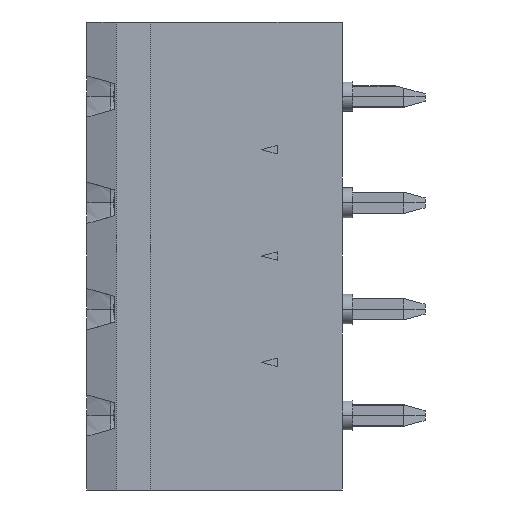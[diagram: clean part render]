
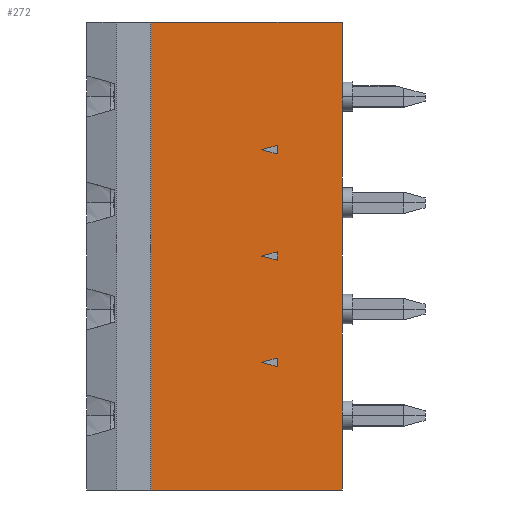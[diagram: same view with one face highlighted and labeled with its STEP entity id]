
A CAD part, left-side view. The second image highlights one B-rep face of the part: STEP entity #272.
In plain terms, the highlighted planar face has unit normal (-1, 0, 0).
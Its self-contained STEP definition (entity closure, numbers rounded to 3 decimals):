
#272=ADVANCED_FACE('',(#937,#938,#939,#940),#941,.T.);
#937=FACE_OUTER_BOUND('',#1875,.T.);
#938=FACE_BOUND('',#1876,.T.);
#939=FACE_BOUND('',#1877,.T.);
#940=FACE_BOUND('',#1878,.T.);
#941=PLANE('',#1879);
#1875=EDGE_LOOP('',(#3836,#3837,#3838,#3839));
#1876=EDGE_LOOP('',(#3840,#3841,#3842));
#1877=EDGE_LOOP('',(#3843,#3844,#3845));
#1878=EDGE_LOOP('',(#3846,#3847,#3848));
#1879=AXIS2_PLACEMENT_3D('',#3849,#3850,#3851);
#3836=ORIENTED_EDGE('',*,*,#6210,.F.);
#3837=ORIENTED_EDGE('',*,*,#6348,.F.);
#3838=ORIENTED_EDGE('',*,*,#6072,.F.);
#3839=ORIENTED_EDGE('',*,*,#6349,.F.);
#3840=ORIENTED_EDGE('',*,*,#6350,.F.);
#3841=ORIENTED_EDGE('',*,*,#6351,.F.);
#3842=ORIENTED_EDGE('',*,*,#6352,.F.);
#3843=ORIENTED_EDGE('',*,*,#6203,.F.);
#3844=ORIENTED_EDGE('',*,*,#6201,.F.);
#3845=ORIENTED_EDGE('',*,*,#6198,.F.);
#3846=ORIENTED_EDGE('',*,*,#6353,.F.);
#3847=ORIENTED_EDGE('',*,*,#6354,.F.);
#3848=ORIENTED_EDGE('',*,*,#6355,.F.);
#3849=CARTESIAN_POINT('',(-7.67,9.0,-8.5));
#3850=DIRECTION('',(-1.0,0.,0.0));
#3851=DIRECTION('',(0.,1.0,0.0));
#6072=EDGE_CURVE('',#7246,#7248,#7249,.T.);
#6198=EDGE_CURVE('',#7463,#7459,#7465,.T.);
#6201=EDGE_CURVE('',#7459,#7466,#7470,.T.);
#6203=EDGE_CURVE('',#7466,#7463,#7472,.T.);
#6210=EDGE_CURVE('',#7482,#7484,#7485,.T.);
#6348=EDGE_CURVE('',#7248,#7482,#7696,.T.);
#6349=EDGE_CURVE('',#7484,#7246,#7697,.T.);
#6350=EDGE_CURVE('',#7698,#7699,#7700,.T.);
#6351=EDGE_CURVE('',#7701,#7698,#7702,.T.);
#6352=EDGE_CURVE('',#7699,#7701,#7703,.T.);
#6353=EDGE_CURVE('',#7704,#7705,#7706,.T.);
#6354=EDGE_CURVE('',#7707,#7704,#7708,.T.);
#6355=EDGE_CURVE('',#7705,#7707,#7709,.T.);
#7246=VERTEX_POINT('',#9072);
#7248=VERTEX_POINT('',#9075);
#7249=LINE('',#9076,#9077);
#7459=VERTEX_POINT('',#9400);
#7463=VERTEX_POINT('',#9406);
#7465=LINE('',#9409,#9410);
#7466=VERTEX_POINT('',#9411);
#7470=LINE('',#9417,#9418);
#7472=LINE('',#9421,#9422);
#7482=VERTEX_POINT('',#9437);
#7484=VERTEX_POINT('',#9440);
#7485=LINE('',#9441,#9442);
#7696=LINE('',#9770,#9771);
#7697=LINE('',#9772,#9773);
#7698=VERTEX_POINT('',#9774);
#7699=VERTEX_POINT('',#9775);
#7700=LINE('',#9776,#9777);
#7701=VERTEX_POINT('',#9778);
#7702=LINE('',#9779,#9780);
#7703=LINE('',#9781,#9782);
#7704=VERTEX_POINT('',#9783);
#7705=VERTEX_POINT('',#9784);
#7706=LINE('',#9785,#9786);
#7707=VERTEX_POINT('',#9787);
#7708=LINE('',#9788,#9789);
#7709=LINE('',#9790,#9791);
#9072=CARTESIAN_POINT('',(-7.67,9.0,-22.0));
#9075=CARTESIAN_POINT('',(-7.67,9.0,0.0));
#9076=CARTESIAN_POINT('',(-7.67,9.0,-13.5));
#9077=VECTOR('',#11320,1.0);
#9400=CARTESIAN_POINT('',(-7.67,3.8,-6.));
#9406=CARTESIAN_POINT('',(-7.67,3.05,-5.799));
#9409=CARTESIAN_POINT('',(-7.67,-36.627,4.832));
#9410=VECTOR('',#11506,1.0);
#9411=CARTESIAN_POINT('',(-7.67,3.05,-6.201));
#9417=CARTESIAN_POINT('',(-7.67,-36.627,-16.832));
#9418=VECTOR('',#11509,1.0);
#9421=CARTESIAN_POINT('',(-7.67,3.05,-3.5));
#9422=VECTOR('',#11511,1.0);
#9437=CARTESIAN_POINT('',(-7.67,0.0,0.0));
#9440=CARTESIAN_POINT('',(-7.67,0.0,-22.0));
#9441=CARTESIAN_POINT('',(-7.67,0.0,-3.5));
#9442=VECTOR('',#11518,1.0);
#9770=CARTESIAN_POINT('',(-7.67,-36.627,0.0));
#9771=VECTOR('',#11717,1.0);
#9772=CARTESIAN_POINT('',(-7.67,-36.627,-22.0));
#9773=VECTOR('',#11718,1.0);
#9774=CARTESIAN_POINT('',(-7.67,3.05,-11.201));
#9775=CARTESIAN_POINT('',(-7.67,3.05,-10.799));
#9776=CARTESIAN_POINT('',(-7.67,3.05,-8.5));
#9777=VECTOR('',#11719,1.0);
#9778=CARTESIAN_POINT('',(-7.67,3.8,-11.));
#9779=CARTESIAN_POINT('',(-7.67,-36.627,-21.832));
#9780=VECTOR('',#11720,1.0);
#9781=CARTESIAN_POINT('',(-7.67,-36.627,-0.168));
#9782=VECTOR('',#11721,1.0);
#9783=CARTESIAN_POINT('',(-7.67,3.05,-16.201));
#9784=CARTESIAN_POINT('',(-7.67,3.05,-15.799));
#9785=CARTESIAN_POINT('',(-7.67,3.05,-13.5));
#9786=VECTOR('',#11722,1.0);
#9787=CARTESIAN_POINT('',(-7.67,3.8,-16.));
#9788=CARTESIAN_POINT('',(-7.67,-36.627,-26.832));
#9789=VECTOR('',#11723,1.0);
#9790=CARTESIAN_POINT('',(-7.67,-36.627,-5.168));
#9791=VECTOR('',#11724,1.0);
#11320=DIRECTION('',(0.0,0.0,1.0));
#11506=DIRECTION('',(0.,0.966,-0.259));
#11509=DIRECTION('',(0.,-0.966,-0.259));
#11511=DIRECTION('',(0.0,0.0,1.0));
#11518=DIRECTION('',(0.0,0.0,-1.0));
#11717=DIRECTION('',(0.,-1.0,0.0));
#11718=DIRECTION('',(0.,1.0,0.0));
#11719=DIRECTION('',(0.0,0.0,1.0));
#11720=DIRECTION('',(0.,-0.966,-0.259));
#11721=DIRECTION('',(0.,0.966,-0.259));
#11722=DIRECTION('',(0.0,0.0,1.0));
#11723=DIRECTION('',(0.,-0.966,-0.259));
#11724=DIRECTION('',(0.,0.966,-0.259));
